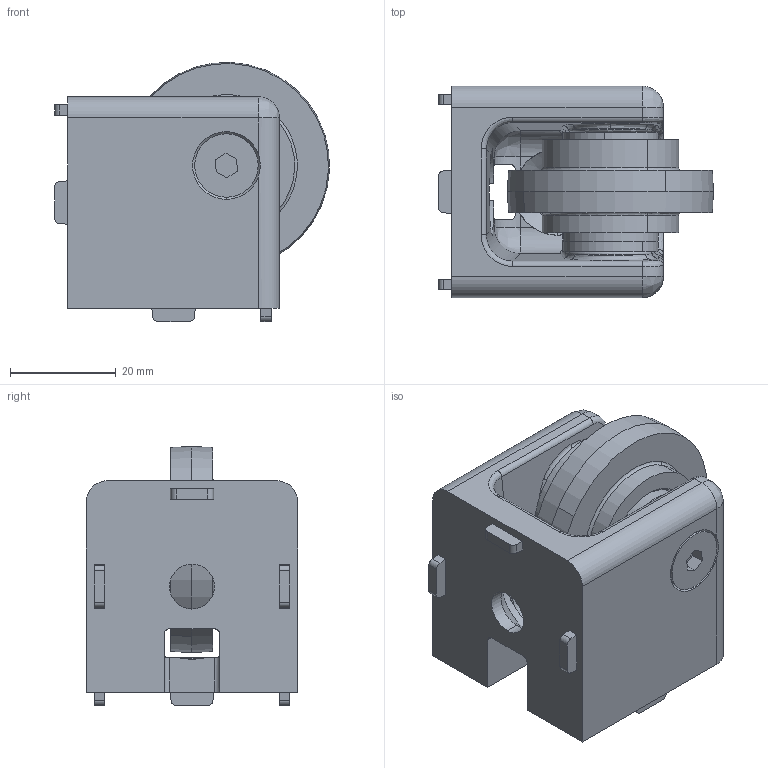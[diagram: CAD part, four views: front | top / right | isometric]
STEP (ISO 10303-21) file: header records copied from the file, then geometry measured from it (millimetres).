
FILE_DESCRIPTION (( 'STEP AP203' ), '1' );
FILE_NAME ('162971.step', '2023-01-11T15:38:10', ( '' ), ( '' ), 'SwSTEP 2.0', 'SolidWorks 2021', '' );
FILE_SCHEMA (( 'CONFIG_CONTROL_DESIGN' ));
Length unit declared in the file: inch
Products named in the file (1): 162971
Bounding box: 51.98 x 40 x 48.98 mm (x, y, z)
Volume: 50550 mm3; surface area: 22044.8 mm2
Topology: 9 solids, 9 shells, 283 faces, 663 edges, 406 vertices
Faces by surface type: cylinder 117, plane 83, bspline 61, cone 22
Entity records: 10385 total; most frequent: CARTESIAN_POINT 4075, ORIENTED_EDGE 1322, DIRECTION 1270, EDGE_CURVE 661, AXIS2_PLACEMENT_3D 495, VERTEX_POINT 406, EDGE_LOOP 317, FACE_OUTER_BOUND 283
